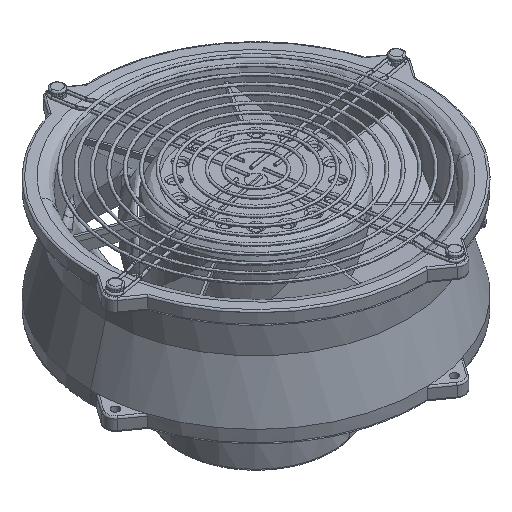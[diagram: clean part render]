
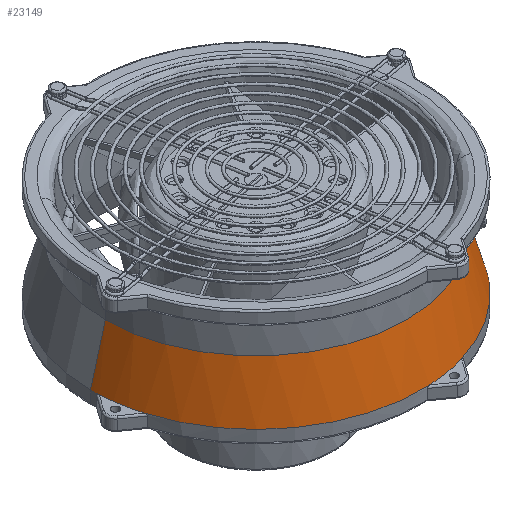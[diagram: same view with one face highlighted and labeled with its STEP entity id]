
A CAD part, isometric view. The second image highlights one B-rep face of the part: STEP entity #23149.
In plain terms, the highlighted conical face has half-angle 15.642 degrees and reference radius 100 mm.
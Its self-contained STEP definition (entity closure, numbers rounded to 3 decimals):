
#2693 = CIRCLE ( 'NONE', #2694, 100. ) ;
#2694 = AXIS2_PLACEMENT_3D ( 'NONE', #17783, #17784, #17785 ) ;
#3653 = AXIS2_PLACEMENT_3D ( 'NONE', #11542, #11546, #11541 ) ;
#3742 = CONICAL_SURFACE ( 'NONE', #3653, 100., 0.273 ) ;
#5910 = EDGE_LOOP ( 'NONE', ( #62476, #58740, #64089, #64371, #62733, #64829, #64823, #64839, #63345, #64799 ) ) ;
#11537 = FACE_OUTER_BOUND ( 'NONE', #5910, .T. ) ;
#11541 = DIRECTION ( 'NONE',  ( -1., 0., 0. ) ) ;
#11542 = CARTESIAN_POINT ( 'NONE',  ( 0., 0., -9.102 ) ) ;
#11546 = DIRECTION ( 'NONE',  ( 0., 0., -1. ) ) ;
#12457 = LINE ( 'NONE', #12474, #73536 ) ;
#12474 = CARTESIAN_POINT ( 'NONE',  ( 100., 0., -9.102 ) ) ;
#12479 = DIRECTION ( 'NONE',  ( 0.27, 0., -0.963 ) ) ;
#12819 = CARTESIAN_POINT ( 'NONE',  ( 0., 0., -9.102 ) ) ;
#12820 = DIRECTION ( 'NONE',  ( 0., 0., 1. ) ) ;
#12822 = DIRECTION ( 'NONE',  ( -0.578, -0.816, 0. ) ) ;
#13952 = CARTESIAN_POINT ( 'NONE',  ( 0., 0., 23.041 ) ) ;
#13954 = DIRECTION ( 'NONE',  ( 0., 0., -1. ) ) ;
#13956 = DIRECTION ( 'NONE',  ( -0.578, -0.816, 0. ) ) ;
#16249 = CARTESIAN_POINT ( 'NONE',  ( 0., 0., -9.102 ) ) ;
#16250 = DIRECTION ( 'NONE',  ( 0., 0., 1. ) ) ;
#16251 = DIRECTION ( 'NONE',  ( -0.578, -0.816, 0. ) ) ;
#16255 = CARTESIAN_POINT ( 'NONE',  ( 0., 0., -9.102 ) ) ;
#16256 = DIRECTION ( 'NONE',  ( 0., 0., 1. ) ) ;
#16257 = DIRECTION ( 'NONE',  ( -0.578, -0.816, 0. ) ) ;
#16580 = CARTESIAN_POINT ( 'NONE',  ( 0., 0., -9.102 ) ) ;
#16581 = DIRECTION ( 'NONE',  ( 0., 0., 1. ) ) ;
#16582 = DIRECTION ( 'NONE',  ( -0.578, -0.816, 0. ) ) ;
#16667 = LINE ( 'NONE', #16728, #73277 ) ;
#16728 = CARTESIAN_POINT ( 'NONE',  ( -100., 0., -9.102 ) ) ;
#16742 = DIRECTION ( 'NONE',  ( -0.27, 0., -0.963 ) ) ;
#17783 = CARTESIAN_POINT ( 'NONE',  ( 0., 0., -9.102 ) ) ;
#17784 = DIRECTION ( 'NONE',  ( 0., 0., 1. ) ) ;
#17785 = DIRECTION ( 'NONE',  ( -0.578, -0.816, 0. ) ) ;
#23149 = ADVANCED_FACE ( 'NONE', ( #11537 ), #3742, .T. ) ;
#24854 = EDGE_CURVE ( 'NONE', #38907, #38970, #2693, .T. ) ;
#32321 = CARTESIAN_POINT ( 'NONE',  ( 0., 0., -9.102 ) ) ;
#32322 = DIRECTION ( 'NONE',  ( 0., 0., 1. ) ) ;
#32323 = DIRECTION ( 'NONE',  ( -1., 0., 0. ) ) ;
#38770 = VERTEX_POINT ( 'NONE', #60506 ) ;
#38777 = VERTEX_POINT ( 'NONE', #60513 ) ;
#38882 = VERTEX_POINT ( 'NONE', #60610 ) ;
#38907 = VERTEX_POINT ( 'NONE', #60630 ) ;
#38925 = VERTEX_POINT ( 'NONE', #60644 ) ;
#38970 = VERTEX_POINT ( 'NONE', #60672 ) ;
#39594 = VERTEX_POINT ( 'NONE', #61045 ) ;
#39638 = VERTEX_POINT ( 'NONE', #61072 ) ;
#39641 = VERTEX_POINT ( 'NONE', #61064 ) ;
#39728 = VERTEX_POINT ( 'NONE', #61113 ) ;
#56788 = CARTESIAN_POINT ( 'NONE',  ( 0., 0., -9.102 ) ) ;
#56789 = DIRECTION ( 'NONE',  ( 0., 0., 1. ) ) ;
#56790 = DIRECTION ( 'NONE',  ( -1., 0., 0. ) ) ;
#58740 = ORIENTED_EDGE ( 'NONE', *, *, #71040, .T. ) ;
#60506 = CARTESIAN_POINT ( 'NONE',  ( 91., 0., 23.041 ) ) ;
#60513 = CARTESIAN_POINT ( 'NONE',  ( -91., 0., 23.041 ) ) ;
#60610 = CARTESIAN_POINT ( 'NONE',  ( -95.9, -28.342, -9.102 ) ) ;
#60630 = CARTESIAN_POINT ( 'NONE',  ( 86.014, -51.005, -9.102 ) ) ;
#60644 = CARTESIAN_POINT ( 'NONE',  ( -100., 0., -9.102 ) ) ;
#60672 = CARTESIAN_POINT ( 'NONE',  ( 100., 0., -9.102 ) ) ;
#61045 = CARTESIAN_POINT ( 'NONE',  ( 28.342, -95.9, -9.102 ) ) ;
#61064 = CARTESIAN_POINT ( 'NONE',  ( 5.113, -99.869, -9.102 ) ) ;
#61072 = CARTESIAN_POINT ( 'NONE',  ( -99.869, -5.113, -9.102 ) ) ;
#61113 = CARTESIAN_POINT ( 'NONE',  ( 76.675, -64.195, -9.102 ) ) ;
#62476 = ORIENTED_EDGE ( 'NONE', *, *, #70979, .F. ) ;
#62733 = ORIENTED_EDGE ( 'NONE', *, *, #71391, .T. ) ;
#63345 = ORIENTED_EDGE ( 'NONE', *, *, #71259, .T. ) ;
#64089 = ORIENTED_EDGE ( 'NONE', *, *, #71265, .T. ) ;
#64371 = ORIENTED_EDGE ( 'NONE', *, *, #71240, .T. ) ;
#64799 = ORIENTED_EDGE ( 'NONE', *, *, #24854, .T. ) ;
#64823 = ORIENTED_EDGE ( 'NONE', *, *, #70614, .T. ) ;
#64829 = ORIENTED_EDGE ( 'NONE', *, *, #70986, .T. ) ;
#64839 = ORIENTED_EDGE ( 'NONE', *, *, #71241, .T. ) ;
#70614 = EDGE_CURVE ( 'NONE', #39641, #39594, #72818, .T. ) ;
#70979 = EDGE_CURVE ( 'NONE', #38770, #38970, #12457, .T. ) ;
#70986 = EDGE_CURVE ( 'NONE', #38882, #39641, #73818, .T. ) ;
#71040 = EDGE_CURVE ( 'NONE', #38770, #38777, #73560, .T. ) ;
#71240 = EDGE_CURVE ( 'NONE', #38925, #39638, #72604, .T. ) ;
#71241 = EDGE_CURVE ( 'NONE', #39594, #39728, #72907, .T. ) ;
#71259 = EDGE_CURVE ( 'NONE', #39728, #38907, #72781, .T. ) ;
#71265 = EDGE_CURVE ( 'NONE', #38777, #38925, #16667, .T. ) ;
#71391 = EDGE_CURVE ( 'NONE', #39638, #38882, #72699, .T. ) ;
#71961 = AXIS2_PLACEMENT_3D ( 'NONE', #56788, #56789, #56790 ) ;
#72604 = CIRCLE ( 'NONE', #73026, 100. ) ;
#72692 = AXIS2_PLACEMENT_3D ( 'NONE', #32321, #32322, #32323 ) ;
#72699 = CIRCLE ( 'NONE', #72692, 100. ) ;
#72781 = CIRCLE ( 'NONE', #72894, 100. ) ;
#72818 = CIRCLE ( 'NONE', #71961, 100. ) ;
#72894 = AXIS2_PLACEMENT_3D ( 'NONE', #16580, #16581, #16582 ) ;
#72901 = AXIS2_PLACEMENT_3D ( 'NONE', #16255, #16256, #16257 ) ;
#72907 = CIRCLE ( 'NONE', #72901, 100. ) ;
#73026 = AXIS2_PLACEMENT_3D ( 'NONE', #16249, #16250, #16251 ) ;
#73277 = VECTOR ( 'NONE', #16742, 1000. ) ;
#73536 = VECTOR ( 'NONE', #12479, 1000. ) ;
#73560 = CIRCLE ( 'NONE', #73574, 91. ) ;
#73574 = AXIS2_PLACEMENT_3D ( 'NONE', #13952, #13954, #13956 ) ;
#73648 = AXIS2_PLACEMENT_3D ( 'NONE', #12819, #12820, #12822 ) ;
#73818 = CIRCLE ( 'NONE', #73648, 100. ) ;
